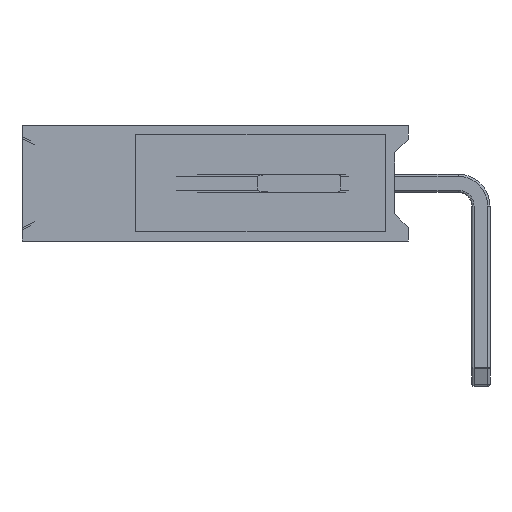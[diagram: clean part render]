
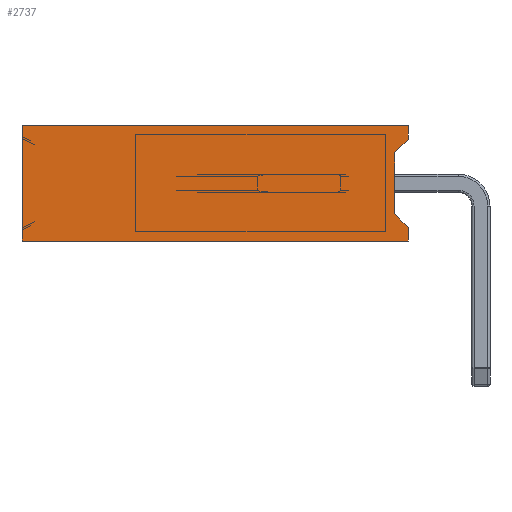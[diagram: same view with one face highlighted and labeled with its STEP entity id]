
A CAD part, left-side view. The second image highlights one B-rep face of the part: STEP entity #2737.
In plain terms, the highlighted planar face has unit normal (-1, 0, 0).
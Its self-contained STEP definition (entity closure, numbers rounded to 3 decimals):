
#230=PLANE('',#2975);
#305=FACE_OUTER_BOUND('',#468,.T.);
#468=EDGE_LOOP('',(#1837,#1838,#1839,#1840,#1841,#1842,#1843,#1844));
#635=LINE('',#4313,#833);
#639=LINE('',#4321,#837);
#645=LINE('',#4336,#843);
#656=LINE('',#4356,#854);
#657=LINE('',#4359,#855);
#660=LINE('',#4365,#858);
#661=LINE('',#4367,#859);
#662=LINE('',#4368,#860);
#833=VECTOR('',#3389,10.);
#837=VECTOR('',#3395,10.);
#843=VECTOR('',#3407,10.);
#854=VECTOR('',#3424,10.);
#855=VECTOR('',#3427,10.);
#858=VECTOR('',#3432,10.);
#859=VECTOR('',#3433,10.);
#860=VECTOR('',#3434,10.);
#1187=VERTEX_POINT('',#4311);
#1188=VERTEX_POINT('',#4312);
#1191=VERTEX_POINT('',#4320);
#1197=VERTEX_POINT('',#4335);
#1203=VERTEX_POINT('',#4354);
#1204=VERTEX_POINT('',#4358);
#1206=VERTEX_POINT('',#4364);
#1207=VERTEX_POINT('',#4366);
#1411=EDGE_CURVE('',#1187,#1188,#635,.T.);
#1415=EDGE_CURVE('',#1191,#1188,#639,.T.);
#1423=EDGE_CURVE('',#1191,#1197,#645,.T.);
#1434=EDGE_CURVE('',#1187,#1203,#656,.T.);
#1435=EDGE_CURVE('',#1204,#1197,#657,.T.);
#1438=EDGE_CURVE('',#1203,#1206,#660,.T.);
#1439=EDGE_CURVE('',#1207,#1206,#661,.T.);
#1440=EDGE_CURVE('',#1204,#1207,#662,.T.);
#1837=ORIENTED_EDGE('',*,*,#1415,.T.);
#1838=ORIENTED_EDGE('',*,*,#1411,.F.);
#1839=ORIENTED_EDGE('',*,*,#1434,.T.);
#1840=ORIENTED_EDGE('',*,*,#1438,.T.);
#1841=ORIENTED_EDGE('',*,*,#1439,.F.);
#1842=ORIENTED_EDGE('',*,*,#1440,.F.);
#1843=ORIENTED_EDGE('',*,*,#1435,.T.);
#1844=ORIENTED_EDGE('',*,*,#1423,.F.);
#2737=ADVANCED_FACE('',(#305),#230,.T.);
#2975=AXIS2_PLACEMENT_3D('',#4363,#3430,#3431);
#3389=DIRECTION('',(0.,0.707,-0.707));
#3395=DIRECTION('',(0.,0.,1.));
#3407=DIRECTION('',(0.,-0.707,-0.707));
#3424=DIRECTION('',(0.,0.,1.));
#3427=DIRECTION('',(0.,0.,1.));
#3430=DIRECTION('center_axis',(-1.,0.,0.));
#3431=DIRECTION('ref_axis',(0.,0.,
1.));
#3432=DIRECTION('',(0.,1.,0.));
#3433=DIRECTION('',(0.,0.,1.));
#3434=DIRECTION('',(0.,1.,0.));
#4311=CARTESIAN_POINT('',(-1.27,1.6,2.24));
#4312=CARTESIAN_POINT('',(-1.27,1.9,1.94));
#4313=CARTESIAN_POINT('',(-1.27,2.235,1.605));
#4320=CARTESIAN_POINT('',(-1.27,1.9,0.6));
#4321=CARTESIAN_POINT('',(-1.27,1.9,0.635));
#4335=CARTESIAN_POINT('',(-1.27,1.6,0.3));
#4336=CARTESIAN_POINT('',(-1.27,1.6,0.3));
#4354=CARTESIAN_POINT('',(-1.27,1.6,2.54));
#4356=CARTESIAN_POINT('',(-1.27,1.6,0.));
#4358=CARTESIAN_POINT('',(-1.27,1.6,0.));
#4359=CARTESIAN_POINT('',(-1.27,1.6,0.));
#4363=CARTESIAN_POINT('Origin',(-1.27,1.6,0.));
#4364=CARTESIAN_POINT('',(-1.27,10.1,2.54));
#4365=CARTESIAN_POINT('',(-1.27,1.6,2.54));
#4366=CARTESIAN_POINT('',(-1.27,10.1,0.));
#4367=CARTESIAN_POINT('',(-1.27,10.1,0.));
#4368=CARTESIAN_POINT('',(-1.27,1.6,0.));
